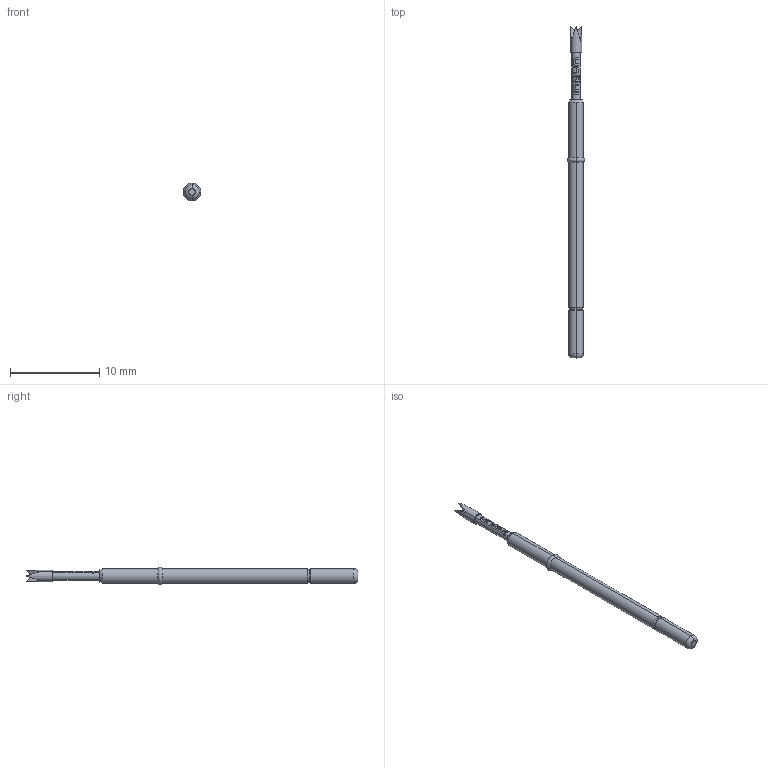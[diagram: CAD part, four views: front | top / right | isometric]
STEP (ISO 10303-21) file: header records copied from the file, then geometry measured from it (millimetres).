
FILE_DESCRIPTION (( 'STEP AP203' ), '1' );
FILE_NAME ('INGUN_GKS-112_214_130_A_xx07.STEP', '2020-07-27T05:19:24', ( '' ), ( '' ), 'SwSTEP 2.0', 'SolidWorks 2018', '' );
FILE_SCHEMA (( 'CONFIG_CONTROL_DESIGN' ));
Length unit declared in the file: millimetre
Products named in the file (1): INGUN_GKS-112_214_130_A_xx07
Bounding box: 2 x 37.3 x 2 mm (x, y, z)
Volume: 37.1 mm3; surface area: 342 mm2
Topology: 2 solids, 2 shells, 125 faces, 302 edges, 186 vertices
Faces by surface type: plane 44, bspline 30, cylinder 25, torus 20, cone 6
Entity records: 4686 total; most frequent: CARTESIAN_POINT 2151, ORIENTED_EDGE 600, DIRECTION 362, EDGE_CURVE 300, B_SPLINE_CURVE_WITH_KNOTS 190, VERTEX_POINT 186, AXIS2_PLACEMENT_3D 164, EDGE_LOOP 132
